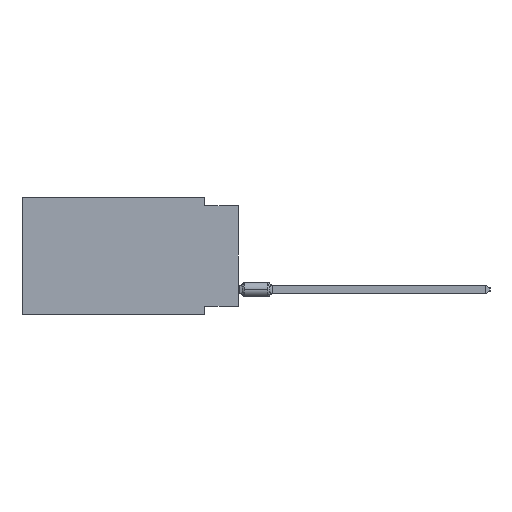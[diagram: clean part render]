
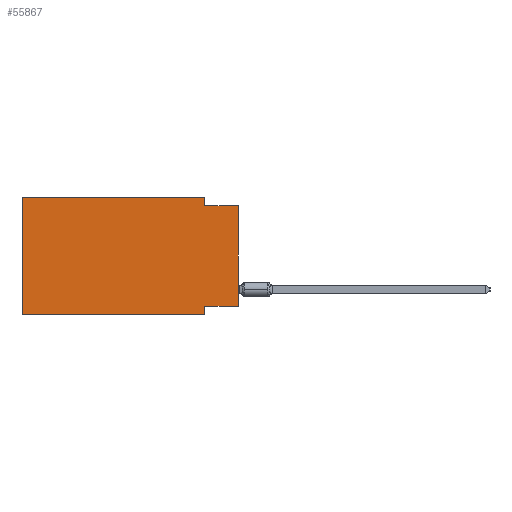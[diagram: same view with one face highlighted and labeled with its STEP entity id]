
A CAD part, left-side view. The second image highlights one B-rep face of the part: STEP entity #55867.
In plain terms, the highlighted planar face has unit normal (-1, 0, 0).
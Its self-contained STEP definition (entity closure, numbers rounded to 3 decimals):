
#2647 = EDGE_CURVE ( 'NONE', #50761, #6848, #9415, .T. ) ;
#3510 = CARTESIAN_POINT ( 'NONE',  ( 0., 2.54, -0.635 ) ) ;
#4156 = DIRECTION ( 'NONE',  ( 0., 1., 0. ) ) ;
#4236 = DIRECTION ( 'NONE',  ( 0., -1., 0. ) ) ;
#6848 = VERTEX_POINT ( 'NONE', #42352 ) ;
#7629 = VECTOR ( 'NONE', #63967, 1000. ) ;
#7900 = ORIENTED_EDGE ( 'NONE', *, *, #9792, .F. ) ;
#9415 = LINE ( 'NONE', #30751, #63162 ) ;
#9792 = EDGE_CURVE ( 'NONE', #25149, #29233, #46927, .T. ) ;
#12033 = EDGE_LOOP ( 'NONE', ( #13612, #36604, #7900, #61219, #28534, #54402, #63435, #24661 ) ) ;
#12857 = CARTESIAN_POINT ( 'NONE',  ( 0., 2.54, -8.255 ) ) ;
#13612 = ORIENTED_EDGE ( 'NONE', *, *, #35989, .T. ) ;
#13825 = CARTESIAN_POINT ( 'NONE',  ( 0., 16.383, 0. ) ) ;
#14065 = DIRECTION ( 'NONE',  ( 0., 0., -1. ) ) ;
#14373 = EDGE_CURVE ( 'NONE', #58362, #25149, #51355, .T. ) ;
#15447 = LINE ( 'NONE', #37102, #18014 ) ;
#16037 = EDGE_CURVE ( 'NONE', #29233, #18890, #15447, .T. ) ;
#16557 = EDGE_CURVE ( 'NONE', #19114, #50761, #52094, .T. ) ;
#18014 = VECTOR ( 'NONE', #4236, 1000. ) ;
#18890 = VERTEX_POINT ( 'NONE', #19927 ) ;
#18953 = CARTESIAN_POINT ( 'NONE',  ( 0., 16.383, 0. ) ) ;
#19114 = VERTEX_POINT ( 'NONE', #28282 ) ;
#19826 = DIRECTION ( 'NONE',  ( 0., -1., 0. ) ) ;
#19927 = CARTESIAN_POINT ( 'NONE',  ( 0., 0., -0.635 ) ) ;
#22240 = VECTOR ( 'NONE', #49935, 1000. ) ;
#24230 = EDGE_CURVE ( 'NONE', #29015, #58362, #42995, .T. ) ;
#24661 = ORIENTED_EDGE ( 'NONE', *, *, #16557, .F. ) ;
#25149 = VERTEX_POINT ( 'NONE', #47568 ) ;
#27000 = VECTOR ( 'NONE', #4156, 1000. ) ;
#28282 = CARTESIAN_POINT ( 'NONE',  ( 0., 0., -8.255 ) ) ;
#28534 = ORIENTED_EDGE ( 'NONE', *, *, #24230, .F. ) ;
#29015 = VERTEX_POINT ( 'NONE', #64748 ) ;
#29233 = VERTEX_POINT ( 'NONE', #3510 ) ;
#29237 = VECTOR ( 'NONE', #30508, 1000. ) ;
#30508 = DIRECTION ( 'NONE',  ( 0., 0., -1. ) ) ;
#30751 = CARTESIAN_POINT ( 'NONE',  ( 0., 2.54, -8.89 ) ) ;
#30838 = FACE_OUTER_BOUND ( 'NONE', #12033, .T. ) ;
#34527 = LINE ( 'NONE', #44678, #22240 ) ;
#35989 = EDGE_CURVE ( 'NONE', #19114, #18890, #34527, .T. ) ;
#36029 = CARTESIAN_POINT ( 'NONE',  ( 0., 16.383, 0. ) ) ;
#36604 = ORIENTED_EDGE ( 'NONE', *, *, #16037, .F. ) ;
#36667 = DIRECTION ( 'NONE',  ( 0., 0., -1. ) ) ;
#37102 = CARTESIAN_POINT ( 'NONE',  ( 0., 0., -0.635 ) ) ;
#41185 = CARTESIAN_POINT ( 'NONE',  ( 0., 16.383, 0. ) ) ;
#41327 = CARTESIAN_POINT ( 'NONE',  ( 0., 2.54, 0. ) ) ;
#42258 = CARTESIAN_POINT ( 'NONE',  ( 0., 0., -8.255 ) ) ;
#42352 = CARTESIAN_POINT ( 'NONE',  ( 0., 2.54, -8.89 ) ) ;
#42995 = LINE ( 'NONE', #36029, #7629 ) ;
#44678 = CARTESIAN_POINT ( 'NONE',  ( 0., 0., 0. ) ) ;
#46201 = PLANE ( 'NONE',  #49695 ) ;
#46397 = LINE ( 'NONE', #57570, #69170 ) ;
#46779 = VECTOR ( 'NONE', #66705, 1000. ) ;
#46927 = LINE ( 'NONE', #41327, #29237 ) ;
#47568 = CARTESIAN_POINT ( 'NONE',  ( 0., 2.54, 0. ) ) ;
#49535 = EDGE_CURVE ( 'NONE', #29015, #6848, #46397, .T. ) ;
#49695 = AXIS2_PLACEMENT_3D ( 'NONE', #18953, #67872, #14065 ) ;
#49935 = DIRECTION ( 'NONE',  ( 0., 0., 1. ) ) ;
#50761 = VERTEX_POINT ( 'NONE', #12857 ) ;
#51355 = LINE ( 'NONE', #41185, #46779 ) ;
#52094 = LINE ( 'NONE', #42258, #27000 ) ;
#54402 = ORIENTED_EDGE ( 'NONE', *, *, #49535, .T. ) ;
#55867 = ADVANCED_FACE ( 'NONE', ( #30838 ), #46201, .F. ) ;
#57570 = CARTESIAN_POINT ( 'NONE',  ( 0., 16.383, -8.89 ) ) ;
#58362 = VERTEX_POINT ( 'NONE', #13825 ) ;
#61219 = ORIENTED_EDGE ( 'NONE', *, *, #14373, .F. ) ;
#63162 = VECTOR ( 'NONE', #36667, 1000. ) ;
#63435 = ORIENTED_EDGE ( 'NONE', *, *, #2647, .F. ) ;
#63967 = DIRECTION ( 'NONE',  ( 0., 0., 1. ) ) ;
#64748 = CARTESIAN_POINT ( 'NONE',  ( 0., 16.383, -8.89 ) ) ;
#66705 = DIRECTION ( 'NONE',  ( 0., -1., 0. ) ) ;
#67872 = DIRECTION ( 'NONE',  ( 1., 0., 0. ) ) ;
#69170 = VECTOR ( 'NONE', #19826, 1000. ) ;
